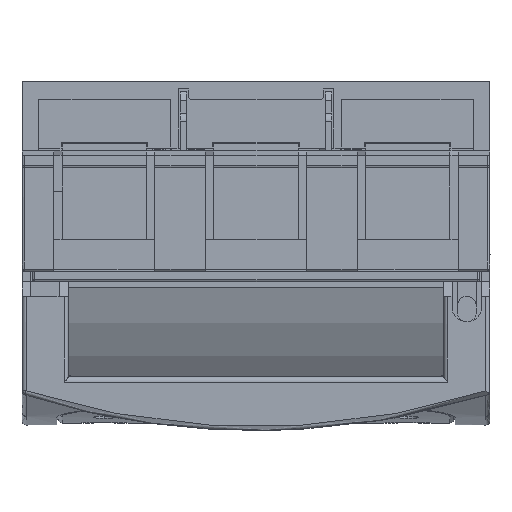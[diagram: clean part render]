
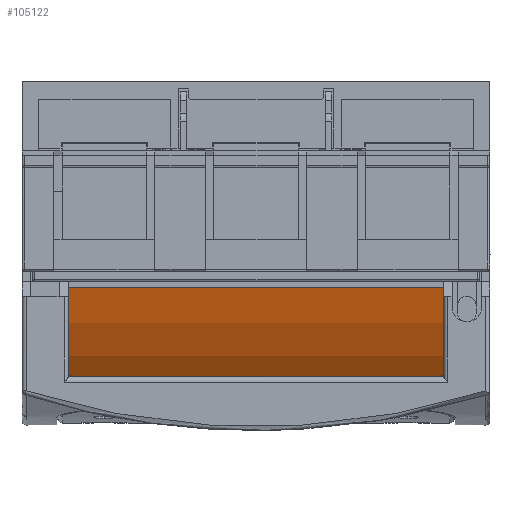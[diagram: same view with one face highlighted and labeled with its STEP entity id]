
A CAD part, front view. The second image highlights one B-rep face of the part: STEP entity #105122.
In plain terms, the highlighted cylindrical face has radius 62 mm (diameter 124 mm), a partial arc.
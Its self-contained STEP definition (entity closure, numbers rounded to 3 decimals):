
#2189 = CARTESIAN_POINT ( 'NONE',  ( 100.365, 158.163, 55.792 ) ) ;
#3515 = CARTESIAN_POINT ( 'NONE',  ( 101., 158., 56.001 ) ) ;
#4649 = DIRECTION ( 'NONE',  ( 0., -1., 0. ) ) ;
#12705 = CARTESIAN_POINT ( 'NONE',  ( 101., 158., 56.001 ) ) ;
#14541 = CARTESIAN_POINT ( 'NONE',  ( 100.868, 158., 56. ) ) ;
#14972 = DIRECTION ( 'NONE',  ( -1., 0., 0. ) ) ;
#15649 = CYLINDRICAL_SURFACE ( 'NONE', #70153, 62. ) ;
#17524 = CARTESIAN_POINT ( 'NONE',  ( 11., 158.61, 55.21 ) ) ;
#18763 = EDGE_LOOP ( 'NONE', ( #57518, #71841, #67638, #104477, #31121, #107175 ) ) ;
#20933 = CARTESIAN_POINT ( 'NONE',  ( 10.265, 158., 55.999 ) ) ;
#21608 = B_SPLINE_CURVE_WITH_KNOTS ( 'NONE', 3,
 ( #3515, #97112, #46207, #44852 ),
 .UNSPECIFIED., .F., .F.,
 ( 4, 4 ),
 ( 0., 1. ),
 .UNSPECIFIED. ) ;
#23586 = CARTESIAN_POINT ( 'NONE',  ( 10., 158., 56. ) ) ;
#23821 = B_SPLINE_CURVE_WITH_KNOTS ( 'NONE', 3,
 ( #88176, #14541, #87493, #24177, #44873, #130177, #2189, #55876, #88858, #44194, #35882, #117813 ),
 .UNSPECIFIED., .F., .F.,
 ( 4, 2, 1, 1, 2, 2, 4 ),
 ( 0., 0.25, 0.375, 0.438, 0.469, 0.5, 1. ),
 .UNSPECIFIED. ) ;
#24177 = CARTESIAN_POINT ( 'NONE',  ( 100.574, 158.064, 55.918 ) ) ;
#25539 = DIRECTION ( 'NONE',  ( 0., 0.798, 0.602 ) ) ;
#26906 = VERTEX_POINT ( 'NONE', #23586 ) ;
#30576 = CARTESIAN_POINT ( 'NONE',  ( 10.709, 158.211, 55.729 ) ) ;
#31121 = ORIENTED_EDGE ( 'NONE', *, *, #115725, .F. ) ;
#32014 = VERTEX_POINT ( 'NONE', #135960 ) ;
#32101 = DIRECTION ( 'NONE',  ( 1., 0., 0. ) ) ;
#35882 = CARTESIAN_POINT ( 'NONE',  ( 100., 158.509, 55.344 ) ) ;
#36564 = DIRECTION ( 'NONE',  ( -1., 0., 0. ) ) ;
#38438 = CARTESIAN_POINT ( 'NONE',  ( 100., 169.7, 31.401 ) ) ;
#38619 = CARTESIAN_POINT ( 'NONE',  ( 11., 169.7, 31.401 ) ) ;
#40909 = CARTESIAN_POINT ( 'NONE',  ( 10.845, 158.325, 55.583 ) ) ;
#42966 = CARTESIAN_POINT ( 'NONE',  ( 10.695, 158.201, 55.742 ) ) ;
#44194 = CARTESIAN_POINT ( 'NONE',  ( 100.105, 158.336, 55.569 ) ) ;
#44852 = CARTESIAN_POINT ( 'NONE',  ( 10., 158., 56. ) ) ;
#44873 = CARTESIAN_POINT ( 'NONE',  ( 100.492, 158.095, 55.879 ) ) ;
#46207 = CARTESIAN_POINT ( 'NONE',  ( 40.333, 158., 56. ) ) ;
#51973 = B_SPLINE_CURVE_WITH_KNOTS ( 'NONE', 3,
 ( #111823, #17524, #73233, #71876, #40909, #113865, #113177, #30576, #42966, #72552, #20933, #126924 ),
 .UNSPECIFIED., .F., .F.,
 ( 4, 2, 1, 1, 2, 2, 4 ),
 ( 0., 0.25, 0.375, 0.438, 0.469, 0.5, 1. ),
 .UNSPECIFIED. ) ;
#55876 = CARTESIAN_POINT ( 'NONE',  ( 100.341, 158.178, 55.772 ) ) ;
#57518 = ORIENTED_EDGE ( 'NONE', *, *, #113563, .T. ) ;
#63517 = VERTEX_POINT ( 'NONE', #38438 ) ;
#64061 = VERTEX_POINT ( 'NONE', #12705 ) ;
#65260 = CIRCLE ( 'NONE', #127086, 62. ) ;
#67638 = ORIENTED_EDGE ( 'NONE', *, *, #73995, .T. ) ;
#68273 = EDGE_CURVE ( 'NONE', #105175, #63517, #121910, .T. ) ;
#68816 = VECTOR ( 'NONE', #80582, 1000. ) ;
#70153 = AXIS2_PLACEMENT_3D ( 'NONE', #99599, #14972, #4649 ) ;
#71392 = CIRCLE ( 'NONE', #80235, 62. ) ;
#71841 = ORIENTED_EDGE ( 'NONE', *, *, #68273, .F. ) ;
#71876 = CARTESIAN_POINT ( 'NONE',  ( 10.894, 158.387, 55.502 ) ) ;
#72552 = CARTESIAN_POINT ( 'NONE',  ( 10.493, 158.065, 55.917 ) ) ;
#73233 = CARTESIAN_POINT ( 'NONE',  ( 10.974, 158.516, 55.333 ) ) ;
#73995 = EDGE_CURVE ( 'NONE', #105175, #32014, #65260, .T. ) ;
#74079 = DIRECTION ( 'NONE',  ( 0., 0.975, 0.221 ) ) ;
#77852 = CARTESIAN_POINT ( 'NONE',  ( 100., 109.228, 17.721 ) ) ;
#80235 = AXIS2_PLACEMENT_3D ( 'NONE', #77852, #36564, #25539 ) ;
#80582 = DIRECTION ( 'NONE',  ( 1., 0., 0. ) ) ;
#81661 = CARTESIAN_POINT ( 'NONE',  ( 11., 169.7, 31.401 ) ) ;
#84059 = CARTESIAN_POINT ( 'NONE',  ( 100., 158.712, 55.075 ) ) ;
#87493 = CARTESIAN_POINT ( 'NONE',  ( 100.745, 158.016, 55.98 ) ) ;
#88176 = CARTESIAN_POINT ( 'NONE',  ( 101., 158., 56.001 ) ) ;
#88858 = CARTESIAN_POINT ( 'NONE',  ( 100.33, 158.185, 55.763 ) ) ;
#95645 = EDGE_CURVE ( 'NONE', #32014, #26906, #51973, .T. ) ;
#97112 = CARTESIAN_POINT ( 'NONE',  ( 70.667, 158., 56. ) ) ;
#99599 = CARTESIAN_POINT ( 'NONE',  ( 113., 109.228, 17.721 ) ) ;
#104477 = ORIENTED_EDGE ( 'NONE', *, *, #95645, .T. ) ;
#105122 = ADVANCED_FACE ( 'NONE', ( #109257 ), #15649, .T. ) ;
#105175 = VERTEX_POINT ( 'NONE', #81661 ) ;
#105736 = CARTESIAN_POINT ( 'NONE',  ( 11., 109.228, 17.721 ) ) ;
#107175 = ORIENTED_EDGE ( 'NONE', *, *, #113498, .T. ) ;
#109257 = FACE_OUTER_BOUND ( 'NONE', #18763, .T. ) ;
#111823 = CARTESIAN_POINT ( 'NONE',  ( 11., 158.712, 55.075 ) ) ;
#113177 = CARTESIAN_POINT ( 'NONE',  ( 10.734, 158.23, 55.706 ) ) ;
#113498 = EDGE_CURVE ( 'NONE', #64061, #114507, #23821, .T. ) ;
#113563 = EDGE_CURVE ( 'NONE', #114507, #63517, #71392, .T. ) ;
#113865 = CARTESIAN_POINT ( 'NONE',  ( 10.77, 158.257, 55.67 ) ) ;
#114507 = VERTEX_POINT ( 'NONE', #84059 ) ;
#115725 = EDGE_CURVE ( 'NONE', #64061, #26906, #21608, .T. ) ;
#117813 = CARTESIAN_POINT ( 'NONE',  ( 100., 158.712, 55.075 ) ) ;
#121910 = LINE ( 'NONE', #38619, #68816 ) ;
#126924 = CARTESIAN_POINT ( 'NONE',  ( 10., 158., 56. ) ) ;
#127086 = AXIS2_PLACEMENT_3D ( 'NONE', #105736, #32101, #74079 ) ;
#130177 = CARTESIAN_POINT ( 'NONE',  ( 100.403, 158.141, 55.82 ) ) ;
#135960 = CARTESIAN_POINT ( 'NONE',  ( 11., 158.712, 55.075 ) ) ;
